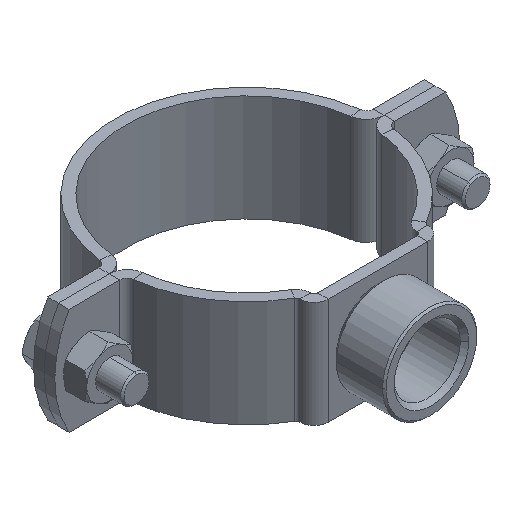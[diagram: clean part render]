
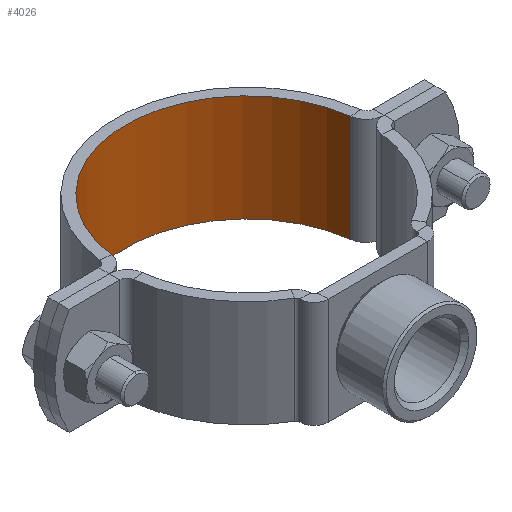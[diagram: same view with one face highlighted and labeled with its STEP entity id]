
A CAD part, isometric view. The second image highlights one B-rep face of the part: STEP entity #4026.
In plain terms, the highlighted cylindrical face has radius 34 mm (diameter 68 mm), a partial arc.
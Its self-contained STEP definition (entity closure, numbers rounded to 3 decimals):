
#61 = CYLINDRICAL_SURFACE ( 'NONE', #1231, 34. ) ;
#194 = DIRECTION ( 'NONE',  ( 0., 0., 1. ) ) ;
#325 = ORIENTED_EDGE ( 'NONE', *, *, #2515, .T. ) ;
#584 = EDGE_CURVE ( 'NONE', #4408, #3617, #3376, .T. ) ;
#594 = ORIENTED_EDGE ( 'NONE', *, *, #2727, .F. ) ;
#689 = CARTESIAN_POINT ( 'NONE',  ( 33.719, -4.359, -15. ) ) ;
#824 = DIRECTION ( 'NONE',  ( 0., 0., -1. ) ) ;
#901 = DIRECTION ( 'NONE',  ( 0., 0., 1. ) ) ;
#945 = CARTESIAN_POINT ( 'NONE',  ( 33.719, -4.359, 15. ) ) ;
#1048 = VERTEX_POINT ( 'NONE', #3262 ) ;
#1231 = AXIS2_PLACEMENT_3D ( 'NONE', #1608, #3214, #4831 ) ;
#1335 = VERTEX_POINT ( 'NONE', #689 ) ;
#1608 = CARTESIAN_POINT ( 'NONE',  ( 0., 0., 15. ) ) ;
#1741 = DIRECTION ( 'NONE',  ( 1., 0., 0. ) ) ;
#1916 = EDGE_CURVE ( 'NONE', #4408, #1048, #1924, .T. ) ;
#1924 = LINE ( 'NONE', #3558, #2358 ) ;
#1955 = CIRCLE ( 'NONE', #4924, 34. ) ;
#2358 = VECTOR ( 'NONE', #5140, 1000. ) ;
#2456 = DIRECTION ( 'NONE',  ( 1., 0., 0. ) ) ;
#2515 = EDGE_CURVE ( 'NONE', #3617, #1335, #2753, .T. ) ;
#2727 = EDGE_CURVE ( 'NONE', #1048, #1335, #1955, .T. ) ;
#2748 = CARTESIAN_POINT ( 'NONE',  ( -33.719, -4.359, 15. ) ) ;
#2751 = ORIENTED_EDGE ( 'NONE', *, *, #1916, .F. ) ;
#2753 = LINE ( 'NONE', #4418, #4595 ) ;
#3214 = DIRECTION ( 'NONE',  ( 0., 0., -1. ) ) ;
#3262 = CARTESIAN_POINT ( 'NONE',  ( -33.719, -4.359, -15. ) ) ;
#3376 = CIRCLE ( 'NONE', #3378, 34. ) ;
#3378 = AXIS2_PLACEMENT_3D ( 'NONE', #4491, #901, #2456 ) ;
#3558 = CARTESIAN_POINT ( 'NONE',  ( -33.719, -4.359, 15. ) ) ;
#3617 = VERTEX_POINT ( 'NONE', #945 ) ;
#3628 = FACE_OUTER_BOUND ( 'NONE', #4204, .T. ) ;
#3774 = CARTESIAN_POINT ( 'NONE',  ( 0., 0., -15. ) ) ;
#4026 = ADVANCED_FACE ( 'NONE', ( #3628 ), #61, .F. ) ;
#4204 = EDGE_LOOP ( 'NONE', ( #594, #2751, #5107, #325 ) ) ;
#4408 = VERTEX_POINT ( 'NONE', #2748 ) ;
#4418 = CARTESIAN_POINT ( 'NONE',  ( 33.719, -4.359, 15. ) ) ;
#4491 = CARTESIAN_POINT ( 'NONE',  ( 0., 0., 15. ) ) ;
#4595 = VECTOR ( 'NONE', #824, 1000. ) ;
#4831 = DIRECTION ( 'NONE',  ( -1., 0., 0. ) ) ;
#4924 = AXIS2_PLACEMENT_3D ( 'NONE', #3774, #194, #1741 ) ;
#5107 = ORIENTED_EDGE ( 'NONE', *, *, #584, .T. ) ;
#5140 = DIRECTION ( 'NONE',  ( 0., 0., -1. ) ) ;
